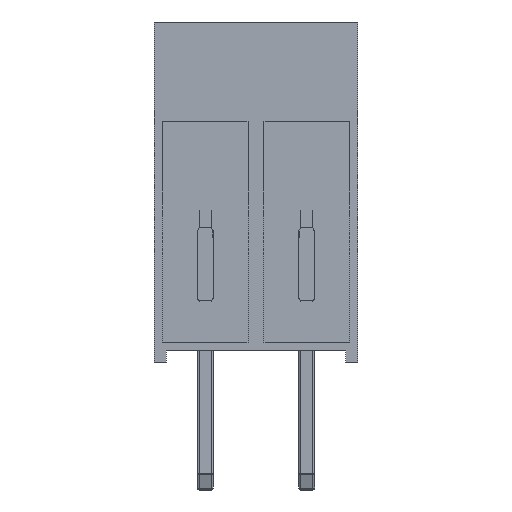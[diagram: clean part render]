
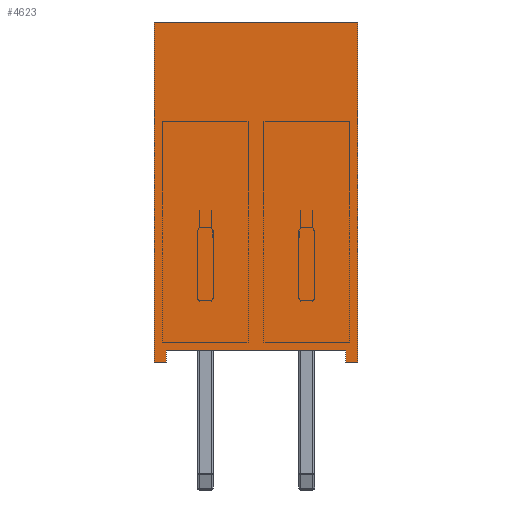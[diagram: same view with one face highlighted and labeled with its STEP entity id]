
A CAD part, left-side view. The second image highlights one B-rep face of the part: STEP entity #4623.
In plain terms, the highlighted planar face has unit normal (-1, 0, 0).
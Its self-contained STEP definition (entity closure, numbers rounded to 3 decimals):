
#650=FACE_OUTER_BOUND('',#940,.T.);
#940=EDGE_LOOP('',(#3000,#3001,#3002,#3003,#3004,#3005,#3006,#3007));
#1262=LINE('',#7202,#1610);
#1263=LINE('',#7205,#1611);
#1265=LINE('',#7209,#1613);
#1266=LINE('',#7211,#1614);
#1267=LINE('',#7213,#1615);
#1268=LINE('',#7215,#1616);
#1269=LINE('',#7217,#1617);
#1270=LINE('',#7218,#1618);
#1610=VECTOR('',#5611,10.);
#1611=VECTOR('',#5614,10.);
#1613=VECTOR('',#5618,10.);
#1614=VECTOR('',#5619,10.);
#1615=VECTOR('',#5620,10.);
#1616=VECTOR('',#5621,10.);
#1617=VECTOR('',#5622,10.);
#1618=VECTOR('',#5623,10.);
#1956=VERTEX_POINT('',#7198);
#1957=VERTEX_POINT('',#7200);
#1958=VERTEX_POINT('',#7204);
#1959=VERTEX_POINT('',#7208);
#1960=VERTEX_POINT('',#7210);
#1961=VERTEX_POINT('',#7212);
#1962=VERTEX_POINT('',#7214);
#1963=VERTEX_POINT('',#7216);
#2334=EDGE_CURVE('',#1956,#1957,#1262,.T.);
#2335=EDGE_CURVE('',#1958,#1956,#1263,.T.);
#2337=EDGE_CURVE('',#1957,#1959,#1265,.T.);
#2338=EDGE_CURVE('',#1959,#1960,#1266,.T.);
#2339=EDGE_CURVE('',#1960,#1961,#1267,.T.);
#2340=EDGE_CURVE('',#1961,#1962,#1268,.T.);
#2341=EDGE_CURVE('',#1963,#1962,#1269,.T.);
#2342=EDGE_CURVE('',#1958,#1963,#1270,.T.);
#3000=ORIENTED_EDGE('',*,*,#2337,.T.);
#3001=ORIENTED_EDGE('',*,*,#2338,.T.);
#3002=ORIENTED_EDGE('',*,*,#2339,.T.);
#3003=ORIENTED_EDGE('',*,*,#2340,.T.);
#3004=ORIENTED_EDGE('',*,*,#2341,.F.);
#3005=ORIENTED_EDGE('',*,*,#2342,.F.);
#3006=ORIENTED_EDGE('',*,*,#2335,.T.);
#3007=ORIENTED_EDGE('',*,*,#2334,.T.);
#4294=PLANE('',#4967);
#4623=ADVANCED_FACE('',(#650),#4294,.T.);
#4967=AXIS2_PLACEMENT_3D('',#7207,#5616,#5617);
#5611=DIRECTION('',(0.,0.,1.));
#5614=DIRECTION('',(0.,-1.,0.));
#5616=DIRECTION('center_axis',(-1.,0.,0.));
#5617=DIRECTION('ref_axis',(0.,-1.,0.));
#5618=DIRECTION('',(0.,-1.,0.));
#5619=DIRECTION('',(0.,0.,-1.));
#5620=DIRECTION('',(0.,-1.,0.));
#5621=DIRECTION('',(0.,0.,1.));
#5622=DIRECTION('',(0.,-1.,0.));
#5623=DIRECTION('',(0.,0.,1.));
#7198=CARTESIAN_POINT('',(-1.27,3.51,0.));
#7200=CARTESIAN_POINT('',(-1.27,3.51,0.3));
#7202=CARTESIAN_POINT('',(-1.27,3.51,0.));
#7204=CARTESIAN_POINT('',(-1.27,3.81,0.));
#7205=CARTESIAN_POINT('',(-1.27,3.81,0.));
#7207=CARTESIAN_POINT('Origin',(-1.27,1.27,0.));
#7208=CARTESIAN_POINT('',(-1.27,-0.97,0.3));
#7209=CARTESIAN_POINT('',(-1.27,1.27,0.3));
#7210=CARTESIAN_POINT('',(-1.27,-0.97,0.));
#7211=CARTESIAN_POINT('',(-1.27,-0.97,0.));
#7212=CARTESIAN_POINT('',(-1.27,-1.27,0.));
#7213=CARTESIAN_POINT('',(-1.27,1.27,0.));
#7214=CARTESIAN_POINT('',(-1.27,-1.27,8.5));
#7215=CARTESIAN_POINT('',(-1.27,-1.27,0.));
#7216=CARTESIAN_POINT('',(-1.27,3.81,8.5));
#7217=CARTESIAN_POINT('',(-1.27,3.81,8.5));
#7218=CARTESIAN_POINT('',(-1.27,3.81,0.));
